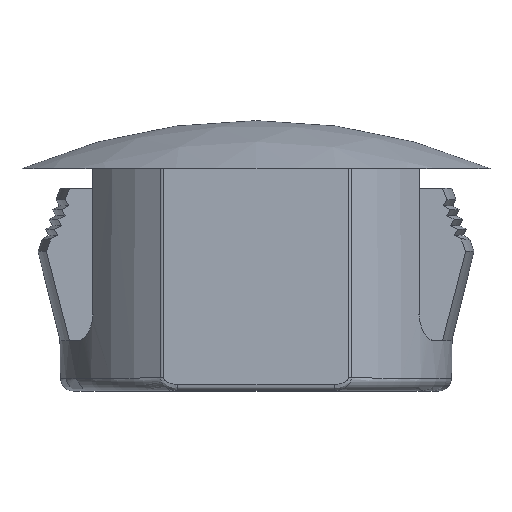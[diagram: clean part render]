
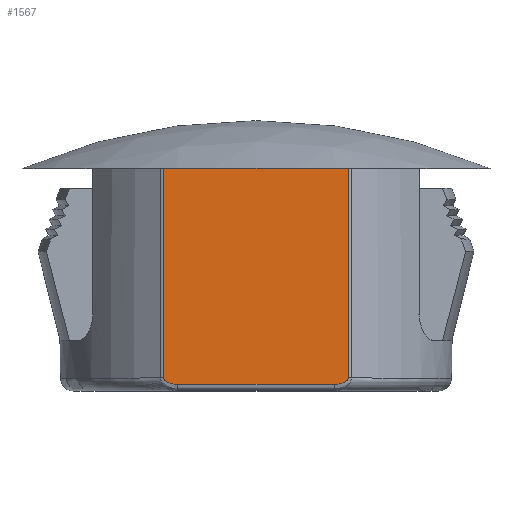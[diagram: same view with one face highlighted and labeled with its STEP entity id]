
A CAD part, top view. The second image highlights one B-rep face of the part: STEP entity #1567.
In plain terms, the highlighted planar face has unit normal (0, 0, 1).
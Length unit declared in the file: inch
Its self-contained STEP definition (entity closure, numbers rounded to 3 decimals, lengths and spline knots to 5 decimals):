
#75 = CARTESIAN_POINT ( 'NONE',  ( -0.14459, -0.33121, 0.27 ) ) ;
#223 = VECTOR ( 'NONE', #1653, 39.37008 ) ;
#410 = CARTESIAN_POINT ( 'NONE',  ( 0.13756, -0.33657, 0.27 ) ) ;
#425 = LINE ( 'NONE', #1304, #3792 ) ;
#428 = CARTESIAN_POINT ( 'NONE',  ( -0.13958, -0.33569, 0.27 ) ) ;
#454 = CARTESIAN_POINT ( 'NONE',  ( -0.14306, -0.33309, 0.27 ) ) ;
#500 = AXIS2_PLACEMENT_3D ( 'NONE', #786, #3599, #4498 ) ;
#510 = EDGE_CURVE ( 'NONE', #3789, #1181, #763, .T. ) ;
#517 = CARTESIAN_POINT ( 'NONE',  ( -0.12704, -0.339, 0.27 ) ) ;
#686 = ORIENTED_EDGE ( 'NONE', *, *, #510, .T. ) ;
#763 = LINE ( 'NONE', #1503, #2122 ) ;
#786 = CARTESIAN_POINT ( 'NONE',  ( 0.14716, -0.349, 0.27 ) ) ;
#796 = CARTESIAN_POINT ( 'NONE',  ( 0.14459, -0.329, 0.27 ) ) ;
#921 = CARTESIAN_POINT ( 'NONE',  ( -0.1227, -0.339, 0.27 ) ) ;
#1181 = VERTEX_POINT ( 'NONE', #1214 ) ;
#1214 = CARTESIAN_POINT ( 'NONE',  ( -0.14459, 0., 0.27 ) ) ;
#1296 = DIRECTION ( 'NONE',  ( 0., -1., 0. ) ) ;
#1304 = CARTESIAN_POINT ( 'NONE',  ( 0.09877, -0.339, 0.27 ) ) ;
#1324 = ORIENTED_EDGE ( 'NONE', *, *, #2558, .T. ) ;
#1333 = CARTESIAN_POINT ( 'NONE',  ( -0.13756, -0.33657, 0.27 ) ) ;
#1480 = DIRECTION ( 'NONE',  ( -1., 0., 0. ) ) ;
#1503 = CARTESIAN_POINT ( 'NONE',  ( 0.14716, 0., 0.27 ) ) ;
#1567 = ADVANCED_FACE ( 'NONE', ( #1599 ), #2401, .F. ) ;
#1585 = ORIENTED_EDGE ( 'NONE', *, *, #4990, .T. ) ;
#1586 = CARTESIAN_POINT ( 'NONE',  ( 0.14459, -0.329, 0.27 ) ) ;
#1599 = FACE_OUTER_BOUND ( 'NONE', #5323, .T. ) ;
#1607 = ORIENTED_EDGE ( 'NONE', *, *, #5273, .T. ) ;
#1610 = CARTESIAN_POINT ( 'NONE',  ( 0.14306, -0.33309, 0.27 ) ) ;
#1653 = DIRECTION ( 'NONE',  ( 0., 1., 0. ) ) ;
#1669 = LINE ( 'NONE', #2519, #2328 ) ;
#1965 = ORIENTED_EDGE ( 'NONE', *, *, #3791, .T. ) ;
#2080 = CARTESIAN_POINT ( 'NONE',  ( 0.14459, -0.33121, 0.27 ) ) ;
#2122 = VECTOR ( 'NONE', #1480, 39.37008 ) ;
#2239 = VERTEX_POINT ( 'NONE', #1586 ) ;
#2328 = VECTOR ( 'NONE', #1296, 39.37008 ) ;
#2401 = PLANE ( 'NONE',  #500 ) ;
#2519 = CARTESIAN_POINT ( 'NONE',  ( -0.14459, -0.349, 0.27 ) ) ;
#2558 = EDGE_CURVE ( 'NONE', #2239, #3789, #3777, .T. ) ;
#2804 = VERTEX_POINT ( 'NONE', #4988 ) ;
#3228 = B_SPLINE_CURVE_WITH_KNOTS ( 'NONE', 3,
 ( #3706, #3433, #3830, #410, #5380, #1610, #2080, #796 ),
 .UNSPECIFIED., .F., .F.,
 ( 4, 2, 2, 4 ),
 ( 0., 0.00033, 0.00049, 0.00066 ),
 .UNSPECIFIED. ) ;
#3234 = CARTESIAN_POINT ( 'NONE',  ( -0.14459, -0.329, 0.27 ) ) ;
#3377 = CARTESIAN_POINT ( 'NONE',  ( 0.14459, -0.349, 0.27 ) ) ;
#3397 = DIRECTION ( 'NONE',  ( 1., 0., 0. ) ) ;
#3433 = CARTESIAN_POINT ( 'NONE',  ( 0.12704, -0.339, 0.27 ) ) ;
#3487 = ORIENTED_EDGE ( 'NONE', *, *, #4548, .T. ) ;
#3599 = DIRECTION ( 'NONE',  ( 0., 0., -1. ) ) ;
#3706 = CARTESIAN_POINT ( 'NONE',  ( 0.1227, -0.339, 0.27 ) ) ;
#3777 = LINE ( 'NONE', #3377, #223 ) ;
#3789 = VERTEX_POINT ( 'NONE', #4823 ) ;
#3791 = EDGE_CURVE ( 'NONE', #4943, #5074, #4199, .T. ) ;
#3792 = VECTOR ( 'NONE', #3397, 39.37008 ) ;
#3830 = CARTESIAN_POINT ( 'NONE',  ( 0.13134, -0.33855, 0.27 ) ) ;
#4199 = B_SPLINE_CURVE_WITH_KNOTS ( 'NONE', 3,
 ( #4992, #75, #454, #428, #1333, #4222, #517, #921 ),
 .UNSPECIFIED., .F., .F.,
 ( 4, 2, 2, 4 ),
 ( 0., 0.00017, 0.00033, 0.00067 ),
 .UNSPECIFIED. ) ;
#4222 = CARTESIAN_POINT ( 'NONE',  ( -0.13133, -0.33855, 0.27 ) ) ;
#4498 = DIRECTION ( 'NONE',  ( -1., 0., 0. ) ) ;
#4548 = EDGE_CURVE ( 'NONE', #1181, #4943, #1669, .T. ) ;
#4604 = CARTESIAN_POINT ( 'NONE',  ( -0.1227, -0.339, 0.27 ) ) ;
#4823 = CARTESIAN_POINT ( 'NONE',  ( 0.14459, 0., 0.27 ) ) ;
#4943 = VERTEX_POINT ( 'NONE', #3234 ) ;
#4988 = CARTESIAN_POINT ( 'NONE',  ( 0.1227, -0.339, 0.27 ) ) ;
#4990 = EDGE_CURVE ( 'NONE', #5074, #2804, #425, .T. ) ;
#4992 = CARTESIAN_POINT ( 'NONE',  ( -0.14459, -0.329, 0.27 ) ) ;
#5074 = VERTEX_POINT ( 'NONE', #4604 ) ;
#5273 = EDGE_CURVE ( 'NONE', #2804, #2239, #3228, .T. ) ;
#5323 = EDGE_LOOP ( 'NONE', ( #1607, #1324, #686, #3487, #1965, #1585 ) ) ;
#5380 = CARTESIAN_POINT ( 'NONE',  ( 0.13957, -0.3357, 0.27 ) ) ;
